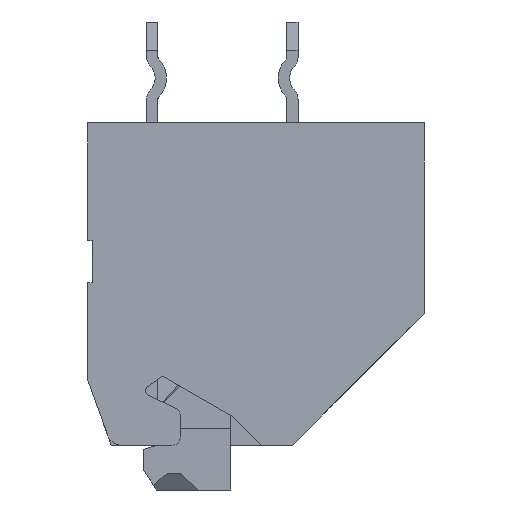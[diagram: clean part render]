
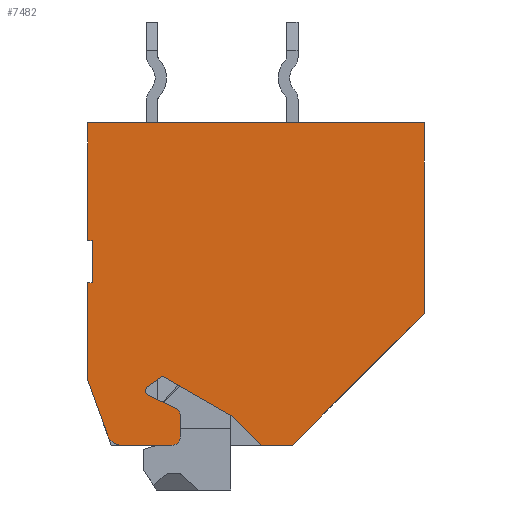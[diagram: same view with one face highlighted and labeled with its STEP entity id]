
A CAD part, front view. The second image highlights one B-rep face of the part: STEP entity #7482.
In plain terms, the highlighted planar face has unit normal (0, -1, 0).
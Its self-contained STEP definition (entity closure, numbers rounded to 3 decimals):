
#622=DIRECTION('',(1.,0.,0.));
#623=VECTOR('',#622,1.813);
#624=CARTESIAN_POINT('',(1.187,0.,-15.1));
#625=LINE('',#624,#623);
#1478=DIRECTION('',(0.,0.,-1.));
#1479=VECTOR('',#1478,4.2);
#1480=CARTESIAN_POINT('',(0.,0.,-3.6));
#1481=LINE('',#1480,#1479);
#1490=DIRECTION('',(1.,0.,0.));
#1491=VECTOR('',#1490,0.15);
#1492=CARTESIAN_POINT('',(0.,0.,-7.8));
#1493=LINE('',#1492,#1491);
#1502=DIRECTION('',(0.,0.,-1.));
#1503=VECTOR('',#1502,1.5);
#1504=CARTESIAN_POINT('',(0.15,0.,-7.8));
#1505=LINE('',#1504,#1503);
#1514=DIRECTION('',(-1.,0.,0.));
#1515=VECTOR('',#1514,0.15);
#1516=CARTESIAN_POINT('',(0.15,0.,-9.3));
#1517=LINE('',#1516,#1515);
#1526=DIRECTION('',(0.,0.,-1.));
#1527=VECTOR('',#1526,3.5);
#1528=CARTESIAN_POINT('',(0.,0.,-9.3));
#1529=LINE('',#1528,#1527);
#2012=DIRECTION('',(1.,0.,0.));
#2013=VECTOR('',#2012,1.1);
#2014=CARTESIAN_POINT('',(6.2,0.,-15.1));
#2015=LINE('',#2014,#2013);
#2020=DIRECTION('',(1.,0.,0.));
#2021=VECTOR('',#2020,12.);
#2022=CARTESIAN_POINT('',(0.,0.,-3.6));
#2023=LINE('',#2022,#2021);
#2024=DIRECTION('',(0.,0.,-1.));
#2025=VECTOR('',#2024,6.8);
#2026=CARTESIAN_POINT('',(12.,0.,-3.6));
#2027=LINE('',#2026,#2025);
#2028=DIRECTION('',(-0.707,0.,-0.707));
#2029=VECTOR('',#2028,6.647);
#2030=CARTESIAN_POINT('',(12.,0.,-10.4));
#2031=LINE('',#2030,#2029);
#2032=DIRECTION('',(-0.707,0.,0.707));
#2033=VECTOR('',#2032,1.414);
#2034=CARTESIAN_POINT('',(6.2,0.,-15.1));
#2035=LINE('',#2034,#2033);
#2036=DIRECTION('',(-0.866,0.,0.5));
#2037=VECTOR('',#2036,2.929);
#2038=CARTESIAN_POINT('',(5.2,0.,-14.1));
#2039=LINE('',#2038,#2037);
#2040=DIRECTION('',(-0.819,0.,-0.574));
#2041=VECTOR('',#2040,0.623);
#2042=CARTESIAN_POINT('',(2.663,0.,-12.635));
#2043=LINE('',#2042,#2041);
#2044=CARTESIAN_POINT('',(2.268,0.,-13.157));
#2045=DIRECTION('',(0.,-1.,0.));
#2046=DIRECTION('',(-0.574,0.,0.819));
#2047=AXIS2_PLACEMENT_3D('',#2044,#2045,#2046);
#2049=DIRECTION('',(0.906,0.,-0.423));
#2050=VECTOR('',#2049,1.041);
#2051=CARTESIAN_POINT('',(2.183,0.,-13.338));
#2052=LINE('',#2051,#2050);
#2053=CARTESIAN_POINT('',(3.,0.,-14.05));
#2054=DIRECTION('',(0.,1.,0.));
#2055=DIRECTION('',(0.423,0.,0.906));
#2056=AXIS2_PLACEMENT_3D('',#2053,#2054,#2055);
#2058=CARTESIAN_POINT('',(3.,0.,-14.8));
#2059=DIRECTION('',(0.,1.,0.));
#2060=DIRECTION('',(1.,0.,0.));
#2061=AXIS2_PLACEMENT_3D('',#2058,#2059,#2060);
#2063=CARTESIAN_POINT('',(1.187,0.,-14.6));
#2064=DIRECTION('',(0.,1.,0.));
#2065=DIRECTION('',(0.,0.,-1.));
#2066=AXIS2_PLACEMENT_3D('',#2063,#2064,#2065);
#2068=DIRECTION('',(-0.342,0.,0.94));
#2069=VECTOR('',#2068,2.098);
#2070=CARTESIAN_POINT('',(0.717,0.,-14.771));
#2071=LINE('',#2070,#2069);
#2394=DIRECTION('',(0.,0.,1.));
#2395=VECTOR('',#2394,0.75);
#2396=CARTESIAN_POINT('',(3.3,0.,-14.8));
#2397=LINE('',#2396,#2395);
#3606=CARTESIAN_POINT('',(12.,0.,-3.6));
#3607=VERTEX_POINT('',#3606);
#3610=CARTESIAN_POINT('',(0.,0.,-3.6));
#3611=VERTEX_POINT('',#3610);
#3612=CARTESIAN_POINT('',(12.,0.,-10.4));
#3613=VERTEX_POINT('',#3612);
#3614=CARTESIAN_POINT('',(7.3,0.,-15.1));
#3615=VERTEX_POINT('',#3614);
#3616=CARTESIAN_POINT('',(6.2,0.,-15.1));
#3617=CARTESIAN_POINT('',(5.2,0.,-14.1));
#3618=VERTEX_POINT('',#3616);
#3619=VERTEX_POINT('',#3617);
#3620=CARTESIAN_POINT('',(2.663,0.,-12.635));
#3621=VERTEX_POINT('',#3620);
#3622=CARTESIAN_POINT('',(2.153,0.,-12.993));
#3623=VERTEX_POINT('',#3622);
#3624=CARTESIAN_POINT('',(2.183,0.,-13.338));
#3625=VERTEX_POINT('',#3624);
#3626=CARTESIAN_POINT('',(3.127,0.,-13.778));
#3627=VERTEX_POINT('',#3626);
#3628=CARTESIAN_POINT('',(3.3,0.,-14.05));
#3629=VERTEX_POINT('',#3628);
#3630=CARTESIAN_POINT('',(3.3,0.,-14.8));
#3631=CARTESIAN_POINT('',(3.,0.,-15.1));
#3632=VERTEX_POINT('',#3630);
#3633=VERTEX_POINT('',#3631);
#3634=CARTESIAN_POINT('',(1.187,0.,-15.1));
#3635=CARTESIAN_POINT('',(0.717,0.,-14.771));
#3636=VERTEX_POINT('',#3634);
#3637=VERTEX_POINT('',#3635);
#3638=CARTESIAN_POINT('',(0.,0.,-12.8));
#3639=VERTEX_POINT('',#3638);
#3640=CARTESIAN_POINT('',(0.,0.,-7.8));
#3641=VERTEX_POINT('',#3640);
#3644=CARTESIAN_POINT('',(0.15,0.,-7.8));
#3645=VERTEX_POINT('',#3644);
#3646=CARTESIAN_POINT('',(0.15,0.,-9.3));
#3647=VERTEX_POINT('',#3646);
#3648=CARTESIAN_POINT('',(0.,0.,-9.3));
#3649=VERTEX_POINT('',#3648);
#7448=CARTESIAN_POINT('',(6.,0.,-9.35));
#7449=DIRECTION('',(0.,1.,0.));
#7450=DIRECTION('',(1.,0.,0.));
#7451=AXIS2_PLACEMENT_3D('',#7448,#7449,#7450);
#7452=PLANE('',#7451);
#7453=ORIENTED_EDGE('',*,*,#6841,.F.);
#7455=ORIENTED_EDGE('',*,*,#7454,.T.);
#7456=ORIENTED_EDGE('',*,*,#4952,.T.);
#7457=ORIENTED_EDGE('',*,*,#6965,.T.);
#7458=ORIENTED_EDGE('',*,*,#7438,.F.);
#7459=ORIENTED_EDGE('',*,*,#5626,.T.);
#7461=ORIENTED_EDGE('',*,*,#7460,.T.);
#7462=ORIENTED_EDGE('',*,*,#5407,.T.);
#7464=ORIENTED_EDGE('',*,*,#7463,.T.);
#7466=ORIENTED_EDGE('',*,*,#7465,.T.);
#7468=ORIENTED_EDGE('',*,*,#7467,.T.);
#7470=ORIENTED_EDGE('',*,*,#7469,.F.);
#7472=ORIENTED_EDGE('',*,*,#7471,.T.);
#7473=ORIENTED_EDGE('',*,*,#5562,.F.);
#7474=ORIENTED_EDGE('',*,*,#5506,.T.);
#7475=ORIENTED_EDGE('',*,*,#5532,.T.);
#7476=ORIENTED_EDGE('',*,*,#6900,.F.);
#7477=ORIENTED_EDGE('',*,*,#6886,.F.);
#7478=ORIENTED_EDGE('',*,*,#6871,.F.);
#7479=ORIENTED_EDGE('',*,*,#6856,.F.);
#7480=EDGE_LOOP('',(#7453,#7455,#7456,#7457,#7458,#7459,#7461,#7462,#7464,#7466,
#7468,#7470,#7472,#7473,#7474,#7475,#7476,#7477,#7478,#7479));
#7481=FACE_OUTER_BOUND('',#7480,.F.);
#2048=CIRCLE('',#2047,0.2);
#2057=CIRCLE('',#2056,0.3);
#2062=CIRCLE('',#2061,0.3);
#2067=CIRCLE('',#2066,0.5);
#4952=EDGE_CURVE('',#3607,#3613,#2027,.T.);
#5407=EDGE_CURVE('',#3621,#3623,#2043,.T.);
#5506=EDGE_CURVE('',#3636,#3637,#2067,.T.);
#5532=EDGE_CURVE('',#3637,#3639,#2071,.T.);
#5562=EDGE_CURVE('',#3636,#3633,#625,.T.);
#5626=EDGE_CURVE('',#3618,#3619,#2035,.T.);
#6841=EDGE_CURVE('',#3611,#3641,#1481,.T.);
#6856=EDGE_CURVE('',#3641,#3645,#1493,.T.);
#6871=EDGE_CURVE('',#3645,#3647,#1505,.T.);
#6886=EDGE_CURVE('',#3647,#3649,#1517,.T.);
#6900=EDGE_CURVE('',#3649,#3639,#1529,.T.);
#6965=EDGE_CURVE('',#3613,#3615,#2031,.T.);
#7438=EDGE_CURVE('',#3618,#3615,#2015,.T.);
#7454=EDGE_CURVE('',#3611,#3607,#2023,.T.);
#7460=EDGE_CURVE('',#3619,#3621,#2039,.T.);
#7463=EDGE_CURVE('',#3623,#3625,#2048,.T.);
#7465=EDGE_CURVE('',#3625,#3627,#2052,.T.);
#7467=EDGE_CURVE('',#3627,#3629,#2057,.T.);
#7469=EDGE_CURVE('',#3632,#3629,#2397,.T.);
#7471=EDGE_CURVE('',#3632,#3633,#2062,.T.);
#7482=ADVANCED_FACE('',(#7481),#7452,.F.);
